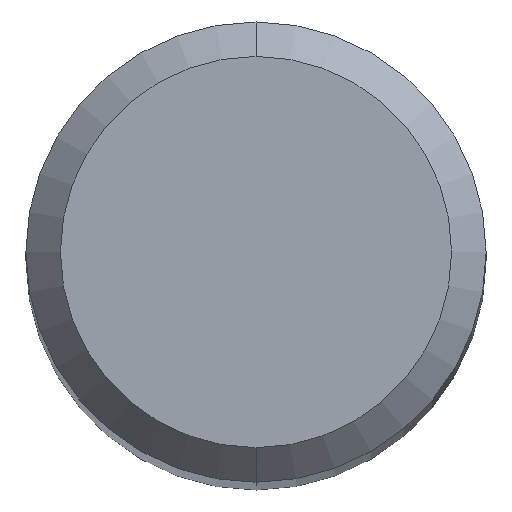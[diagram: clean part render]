
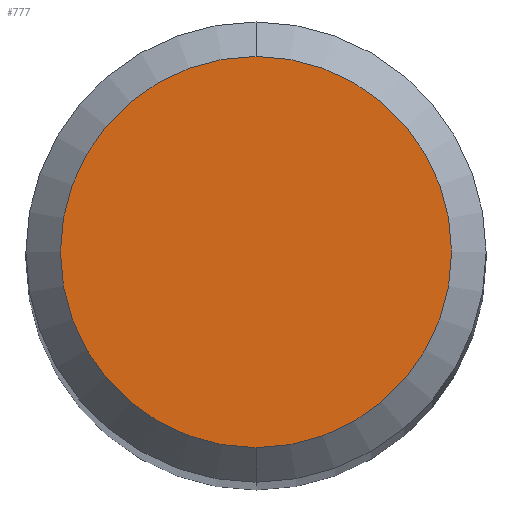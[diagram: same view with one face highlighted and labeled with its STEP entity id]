
A CAD part, top view. The second image highlights one B-rep face of the part: STEP entity #777.
In plain terms, the highlighted planar face has unit normal (0, 0, 1).
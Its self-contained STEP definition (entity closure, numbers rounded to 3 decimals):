
#369=VERTEX_POINT('',#1048);
#529=EDGE_CURVE('',#369,#533,#1225,.T.);
#533=VERTEX_POINT('',#1229);
#777=ADVANCED_FACE('',(#1494),#1495,.T.);
#937=EDGE_CURVE('',#533,#369,#1668,.T.);
#1048=CARTESIAN_POINT('',(0.,-1.7,0.0));
#1225=CIRCLE('',#2600,1.7);
#1229=CARTESIAN_POINT('',(0.0,1.7,0.0));
#1494=FACE_OUTER_BOUND('',#3787,.T.);
#1495=PLANE('',#3788);
#1668=CIRCLE('',#4387,1.7);
#2600=AXIS2_PLACEMENT_3D('',#5008,#5009,#5010);
#3787=EDGE_LOOP('',(#5250,#5251));
#3788=AXIS2_PLACEMENT_3D('',#5252,#5253,#5254);
#4387=AXIS2_PLACEMENT_3D('',#5432,#5433,#5434);
#5008=CARTESIAN_POINT('',(0.0,0.0,0.0));
#5009=DIRECTION('',(0.0,0.0,-1.0));
#5010=DIRECTION('',(0.0,1.0,0.0));
#5250=ORIENTED_EDGE('',*,*,#937,.F.);
#5251=ORIENTED_EDGE('',*,*,#529,.F.);
#5252=CARTESIAN_POINT('',(0.0,0.85,0.0));
#5253=DIRECTION('',(-0.0,0.0,1.0));
#5254=DIRECTION('',(0.0,-1.0,0.0));
#5432=CARTESIAN_POINT('',(0.0,0.0,0.0));
#5433=DIRECTION('',(0.0,0.0,-1.0));
#5434=DIRECTION('',(0.0,1.0,0.0));
